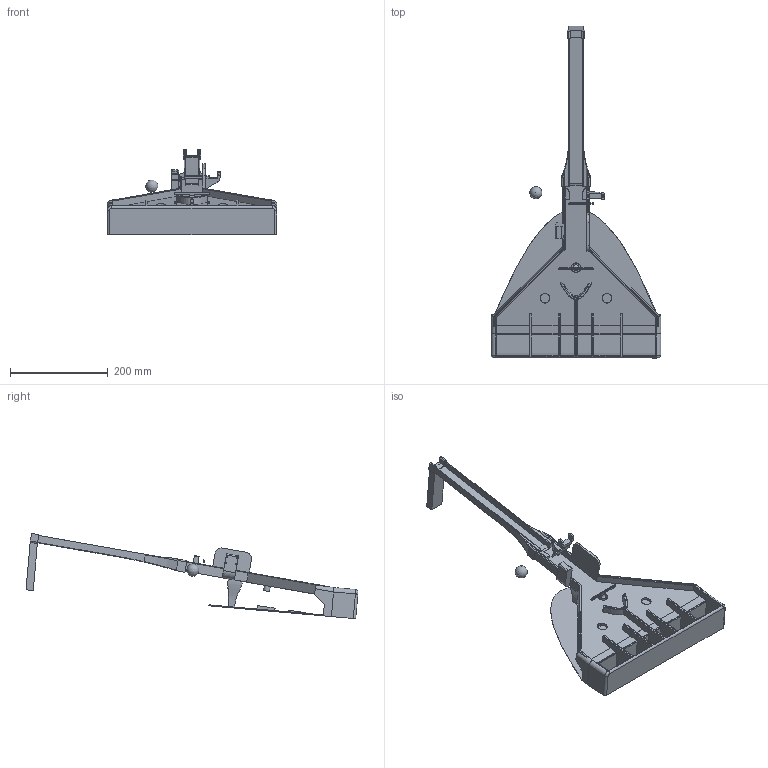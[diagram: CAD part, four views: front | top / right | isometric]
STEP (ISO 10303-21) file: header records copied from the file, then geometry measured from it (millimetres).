
FILE_DESCRIPTION(/* description */ (''),/* implementation_level */ '2;1');
FILE_NAME(/* name */ 'Lab v11.step',/* time_stamp */ '2024-01-10T20:32:24-08:00',/* author */ (''),/* organization */ (''),/* preprocessor_version */ 'ST-DEVELOPER v20',/* originating_system */ 'Autodesk Translation Framework v12.9.0.99',/* authorisation */ '');
FILE_SCHEMA (('AUTOMOTIVE_DESIGN { 1 0 10303 214 3 1 1 }'));
Length unit declared in the file: millimetre
Products named in the file (8): Lab; Pathway; Stand; Servo Sorter; Servo Control Arm; Tank Mk3; Support; Bin
Assembly tree (7 placements, depth 3):
  Lab
    Pathway
    Stand
    Servo Sorter
    Servo Control Arm
    Tank Mk3
      Support
    Bin
Bounding box: 347.84 x 680.55 x 175 mm (x, y, z)
Volume: 1241087.2 mm3; surface area: 509597.3 mm2
Topology: 11 solids, 11 shells, 419 faces, 1100 edges, 708 vertices
Faces by surface type: plane 243, cylinder 127, bspline 32, sphere 15, torus 2
Full cylindrical faces by diameter (mm): 1.5 x2, 2.5 x4, 7 x1, 12 x1, 20 x3
Entity records: 14871 total; most frequent: CARTESIAN_POINT 4355, ORIENTED_EDGE 2192, DIRECTION 2081, EDGE_CURVE 1096, LINE 755, VECTOR 755, VERTEX_POINT 708, AXIS2_PLACEMENT_3D 663
